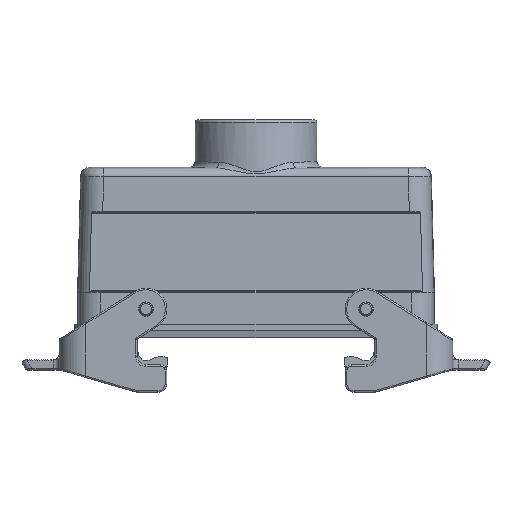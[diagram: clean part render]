
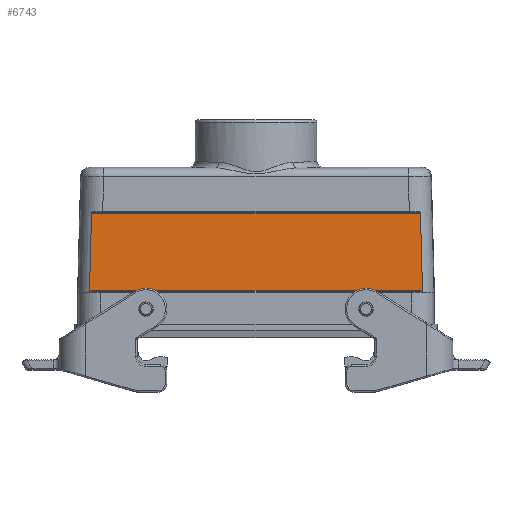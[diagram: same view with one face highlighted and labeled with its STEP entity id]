
A CAD part, front view. The second image highlights one B-rep face of the part: STEP entity #6743.
In plain terms, the highlighted planar face has unit normal (0, -1, 0.018).
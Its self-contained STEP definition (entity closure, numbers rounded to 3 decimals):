
#5645=FACE_OUTER_BOUND('',#11338,.T.);
#6743=ADVANCED_FACE('',(#5645),#7767,.T.);
#7767=PLANE('',#23851);
#8382=LINE('',#30964,#9833);
#8383=LINE('',#30981,#9834);
#8384=LINE('',#30997,#9835);
#8385=LINE('',#31013,#9836);
#9833=VECTOR('',#25333,1.);
#9834=VECTOR('',#25334,1.);
#9835=VECTOR('',#25335,1.);
#9836=VECTOR('',#25336,1.);
#11338=EDGE_LOOP('',(#12679,#12680,#12681,#12682,#12683,#12684,#12685,#12686));
#12679=ORIENTED_EDGE('',*,*,#19422,.T.);
#12680=ORIENTED_EDGE('',*,*,#19423,.T.);
#12681=ORIENTED_EDGE('',*,*,#19424,.F.);
#12682=ORIENTED_EDGE('',*,*,#19425,.T.);
#12683=ORIENTED_EDGE('',*,*,#19426,.T.);
#12684=ORIENTED_EDGE('',*,*,#19427,.T.);
#12685=ORIENTED_EDGE('',*,*,#19428,.F.);
#12686=ORIENTED_EDGE('',*,*,#19429,.T.);
#17779=VERTEX_POINT('',#30965);
#17780=VERTEX_POINT('',#30966);
#17781=VERTEX_POINT('',#30980);
#17782=VERTEX_POINT('',#30982);
#17783=VERTEX_POINT('',#30996);
#17784=VERTEX_POINT('',#30998);
#17785=VERTEX_POINT('',#31012);
#17786=VERTEX_POINT('',#31014);
#19422=EDGE_CURVE('',#17779,#17780,#8382,.T.);
#19423=EDGE_CURVE('',#17780,#17781,#22264,.T.);
#19424=EDGE_CURVE('',#17782,#17781,#8383,.T.);
#19425=EDGE_CURVE('',#17782,#17783,#22265,.T.);
#19426=EDGE_CURVE('',#17783,#17784,#8384,.T.);
#19427=EDGE_CURVE('',#17784,#17785,#22266,.T.);
#19428=EDGE_CURVE('',#17786,#17785,#8385,.T.);
#19429=EDGE_CURVE('',#17786,#17779,#22267,.T.);
#22264=B_SPLINE_CURVE_WITH_KNOTS('',3,(#30967,#30968,#30969,#30970,#30971,
#30972,#30973,#30974,#30975,#30976,#30977,#30978,#30979),.UNSPECIFIED.,
 .F.,.F.,(4,3,3,3,4),(0.,0.567,0.85,0.972,
1.),.UNSPECIFIED.);
#22265=B_SPLINE_CURVE_WITH_KNOTS('',3,(#30983,#30984,#30985,#30986,#30987,
#30988,#30989,#30990,#30991,#30992,#30993,#30994,#30995),.UNSPECIFIED.,
 .F.,.F.,(4,3,3,3,4),(0.,0.502,0.887,0.985,
1.),.UNSPECIFIED.);
#22266=B_SPLINE_CURVE_WITH_KNOTS('',3,(#30999,#31000,#31001,#31002,#31003,
#31004,#31005,#31006,#31007,#31008,#31009,#31010,#31011),.UNSPECIFIED.,
 .F.,.F.,(4,3,3,3,4),(0.,0.015,0.145,0.533,
1.),.UNSPECIFIED.);
#22267=B_SPLINE_CURVE_WITH_KNOTS('',3,(#31015,#31016,#31017,#31018,#31019,
#31020,#31021,#31022,#31023,#31024,#31025,#31026,#31027),.UNSPECIFIED.,
 .F.,.F.,(4,3,3,3,4),(0.,0.028,0.15,0.433,
1.),.UNSPECIFIED.);
#23851=AXIS2_PLACEMENT_3D('',#31028,#25337,#25338);
#25333=DIRECTION('',(1.,0.,0.));
#25334=DIRECTION('',(0.026,-0.018,-1.));
#25335=DIRECTION('',(-1.,0.,0.));
#25336=DIRECTION('',(0.026,0.018,1.));
#25337=DIRECTION('',(0.,-1.,0.018));
#25338=DIRECTION('',(0.,-0.018,-1.));
#30964=CARTESIAN_POINT('',(55.465,-20.492,4.274));
#30965=CARTESIAN_POINT('',(-54.921,-20.492,4.274));
#30966=CARTESIAN_POINT('',(54.921,-20.492,4.274));
#30967=CARTESIAN_POINT('',(54.921,-20.492,4.274));
#30968=CARTESIAN_POINT('',(55.136,-20.492,4.274));
#30969=CARTESIAN_POINT('',(55.355,-20.493,4.259));
#30970=CARTESIAN_POINT('',(55.564,-20.494,4.205));
#30971=CARTESIAN_POINT('',(55.668,-20.494,4.178));
#30972=CARTESIAN_POINT('',(55.772,-20.495,4.14));
#30973=CARTESIAN_POINT('',(55.864,-20.496,4.082));
#30974=CARTESIAN_POINT('',(55.903,-20.496,4.057));
#30975=CARTESIAN_POINT('',(55.941,-20.497,4.028));
#30976=CARTESIAN_POINT('',(55.973,-20.497,3.994));
#30977=CARTESIAN_POINT('',(55.981,-20.497,3.986));
#30978=CARTESIAN_POINT('',(55.988,-20.498,3.978));
#30979=CARTESIAN_POINT('',(55.995,-20.498,3.97));
#30980=CARTESIAN_POINT('',(55.995,-20.498,3.97));
#30981=CARTESIAN_POINT('',(56.001,-20.502,3.738));
#30982=CARTESIAN_POINT('',(55.316,-20.029,30.206));
#30983=CARTESIAN_POINT('',(55.316,-20.029,30.206));
#30984=CARTESIAN_POINT('',(55.315,-20.028,30.245));
#30985=CARTESIAN_POINT('',(55.308,-20.028,30.285));
#30986=CARTESIAN_POINT('',(55.293,-20.027,30.321));
#30987=CARTESIAN_POINT('',(55.283,-20.027,30.349));
#30988=CARTESIAN_POINT('',(55.267,-20.026,30.376));
#30989=CARTESIAN_POINT('',(55.248,-20.026,30.398));
#30990=CARTESIAN_POINT('',(55.243,-20.026,30.404));
#30991=CARTESIAN_POINT('',(55.237,-20.026,30.41));
#30992=CARTESIAN_POINT('',(55.232,-20.025,30.416));
#30993=CARTESIAN_POINT('',(55.231,-20.025,30.416));
#30994=CARTESIAN_POINT('',(55.23,-20.025,30.417));
#30995=CARTESIAN_POINT('',(55.229,-20.025,30.418));
#30996=CARTESIAN_POINT('',(55.229,-20.025,30.418));
#30997=CARTESIAN_POINT('',(-55.304,-20.025,30.418));
#30998=CARTESIAN_POINT('',(-55.229,-20.025,30.418));
#30999=CARTESIAN_POINT('',(-55.229,-20.025,30.418));
#31000=CARTESIAN_POINT('',(-55.23,-20.025,30.417));
#31001=CARTESIAN_POINT('',(-55.231,-20.025,30.416));
#31002=CARTESIAN_POINT('',(-55.232,-20.025,30.416));
#31003=CARTESIAN_POINT('',(-55.239,-20.026,30.408));
#31004=CARTESIAN_POINT('',(-55.246,-20.026,30.401));
#31005=CARTESIAN_POINT('',(-55.252,-20.026,30.393));
#31006=CARTESIAN_POINT('',(-55.271,-20.026,30.369));
#31007=CARTESIAN_POINT('',(-55.286,-20.027,30.342));
#31008=CARTESIAN_POINT('',(-55.296,-20.027,30.313));
#31009=CARTESIAN_POINT('',(-55.309,-20.028,30.279));
#31010=CARTESIAN_POINT('',(-55.315,-20.029,30.243));
#31011=CARTESIAN_POINT('',(-55.316,-20.029,30.206));
#31012=CARTESIAN_POINT('',(-55.316,-20.029,30.206));
#31013=CARTESIAN_POINT('',(-54.835,-19.697,48.803));
#31014=CARTESIAN_POINT('',(-55.995,-20.498,3.97));
#31015=CARTESIAN_POINT('',(-55.995,-20.498,3.97));
#31016=CARTESIAN_POINT('',(-55.988,-20.498,3.978));
#31017=CARTESIAN_POINT('',(-55.981,-20.497,3.986));
#31018=CARTESIAN_POINT('',(-55.973,-20.497,3.994));
#31019=CARTESIAN_POINT('',(-55.941,-20.497,4.028));
#31020=CARTESIAN_POINT('',(-55.903,-20.496,4.057));
#31021=CARTESIAN_POINT('',(-55.864,-20.496,4.082));
#31022=CARTESIAN_POINT('',(-55.772,-20.495,4.14));
#31023=CARTESIAN_POINT('',(-55.668,-20.494,4.178));
#31024=CARTESIAN_POINT('',(-55.564,-20.494,4.205));
#31025=CARTESIAN_POINT('',(-55.355,-20.493,4.259));
#31026=CARTESIAN_POINT('',(-55.136,-20.492,4.274));
#31027=CARTESIAN_POINT('',(-54.921,-20.492,4.274));
#31028=CARTESIAN_POINT('',(70.,-20.497,4.027));
